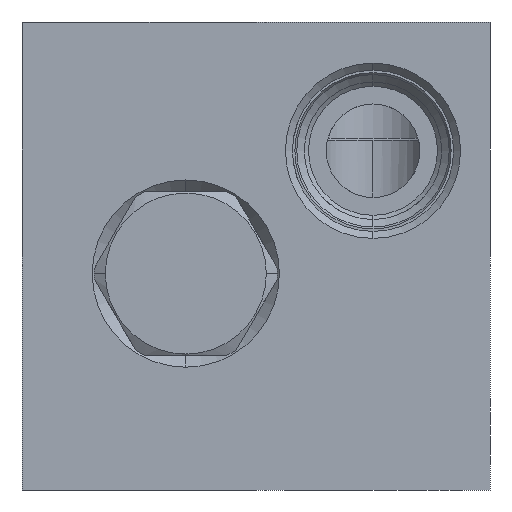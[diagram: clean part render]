
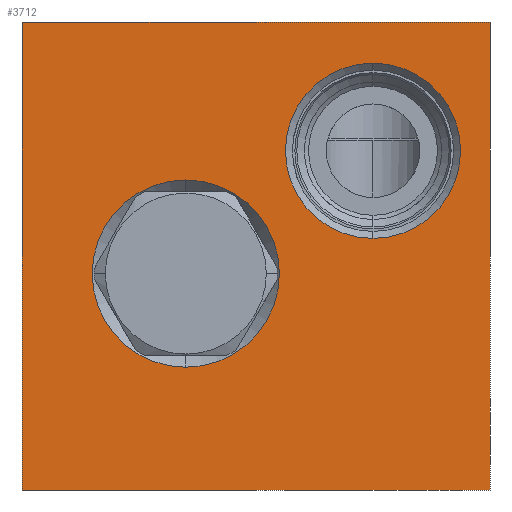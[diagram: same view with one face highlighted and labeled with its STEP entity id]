
A CAD part, front view. The second image highlights one B-rep face of the part: STEP entity #3712.
In plain terms, the highlighted planar face has unit normal (0, -1, 0).
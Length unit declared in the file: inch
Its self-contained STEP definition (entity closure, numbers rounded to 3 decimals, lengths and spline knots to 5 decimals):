
#5=DIRECTION('',(1.,0.,0.));
#6=VECTOR('',#5,2.5);
#7=CARTESIAN_POINT('',(0.,-4.,0.));
#8=LINE('',#7,#6);
#115=DIRECTION('',(0.,0.,1.));
#116=VECTOR('',#115,2.5);
#117=CARTESIAN_POINT('',(2.5,-4.,0.));
#118=LINE('',#117,#116);
#139=DIRECTION('',(0.,0.,1.));
#140=VECTOR('',#139,2.5);
#141=CARTESIAN_POINT('',(0.,-4.,0.));
#142=LINE('',#141,#140);
#143=CARTESIAN_POINT('',(1.875,-4.,1.812));
#144=DIRECTION('',(0.,1.,0.));
#145=DIRECTION('',(0.,0.,-1.));
#146=AXIS2_PLACEMENT_3D('',#143,#144,#145);
#148=CARTESIAN_POINT('',(1.875,-4.,1.812));
#149=DIRECTION('',(0.,1.,0.));
#150=DIRECTION('',(0.,0.,1.));
#151=AXIS2_PLACEMENT_3D('',#148,#149,#150);
#153=CARTESIAN_POINT('',(0.875,-4.,1.156));
#154=DIRECTION('',(0.,1.,0.));
#155=DIRECTION('',(0.,0.,-1.));
#156=AXIS2_PLACEMENT_3D('',#153,#154,#155);
#158=CARTESIAN_POINT('',(0.875,-4.,1.156));
#159=DIRECTION('',(0.,1.,0.));
#160=DIRECTION('',(0.,0.,1.));
#161=AXIS2_PLACEMENT_3D('',#158,#159,#160);
#175=DIRECTION('',(1.,0.,0.));
#176=VECTOR('',#175,2.5);
#177=CARTESIAN_POINT('',(0.,-4.,2.5));
#178=LINE('',#177,#176);
#3119=CARTESIAN_POINT('',(0.,-4.,0.));
#3121=VERTEX_POINT('',#3119);
#3122=CARTESIAN_POINT('',(2.5,-4.,0.));
#3123=VERTEX_POINT('',#3122);
#3127=CARTESIAN_POINT('',(0.,-4.,2.5));
#3129=VERTEX_POINT('',#3127);
#3130=CARTESIAN_POINT('',(2.5,-4.,2.5));
#3131=VERTEX_POINT('',#3130);
#3397=CARTESIAN_POINT('',(1.875,-4.,1.344));
#3398=CARTESIAN_POINT('',(1.875,-4.,2.28));
#3399=VERTEX_POINT('',#3397);
#3400=VERTEX_POINT('',#3398);
#3461=CARTESIAN_POINT('',(0.875,-4.,0.656));
#3462=CARTESIAN_POINT('',(0.875,-4.,1.656));
#3463=VERTEX_POINT('',#3461);
#3464=VERTEX_POINT('',#3462);
#3688=CARTESIAN_POINT('',(0.,-4.,0.));
#3689=DIRECTION('',(0.,-1.,0.));
#3690=DIRECTION('',(1.,0.,0.));
#3691=AXIS2_PLACEMENT_3D('',#3688,#3689,#3690);
#3692=PLANE('',#3691);
#3693=ORIENTED_EDGE('',*,*,#3570,.F.);
#3694=ORIENTED_EDGE('',*,*,#3619,.T.);
#3696=ORIENTED_EDGE('',*,*,#3695,.T.);
#3697=ORIENTED_EDGE('',*,*,#3668,.F.);
#3698=EDGE_LOOP('',(#3693,#3694,#3696,#3697));
#3699=FACE_OUTER_BOUND('',#3698,.F.);
#3701=ORIENTED_EDGE('',*,*,#3700,.F.);
#3703=ORIENTED_EDGE('',*,*,#3702,.F.);
#3704=EDGE_LOOP('',(#3701,#3703));
#3705=FACE_BOUND('',#3704,.F.);
#3707=ORIENTED_EDGE('',*,*,#3706,.F.);
#3709=ORIENTED_EDGE('',*,*,#3708,.F.);
#3710=EDGE_LOOP('',(#3707,#3709));
#3711=FACE_BOUND('',#3710,.F.);
#3712=ADVANCED_FACE('',(#3699,#3705,#3711),#3692,.T.);
#147=CIRCLE('',#146,0.468);
#152=CIRCLE('',#151,0.468);
#157=CIRCLE('',#156,0.5);
#162=CIRCLE('',#161,0.5);
#3570=EDGE_CURVE('',#3121,#3123,#8,.T.);
#3619=EDGE_CURVE('',#3121,#3129,#142,.T.);
#3668=EDGE_CURVE('',#3123,#3131,#118,.T.);
#3695=EDGE_CURVE('',#3129,#3131,#178,.T.);
#3700=EDGE_CURVE('',#3399,#3400,#147,.T.);
#3702=EDGE_CURVE('',#3400,#3399,#152,.T.);
#3706=EDGE_CURVE('',#3463,#3464,#157,.T.);
#3708=EDGE_CURVE('',#3464,#3463,#162,.T.);
